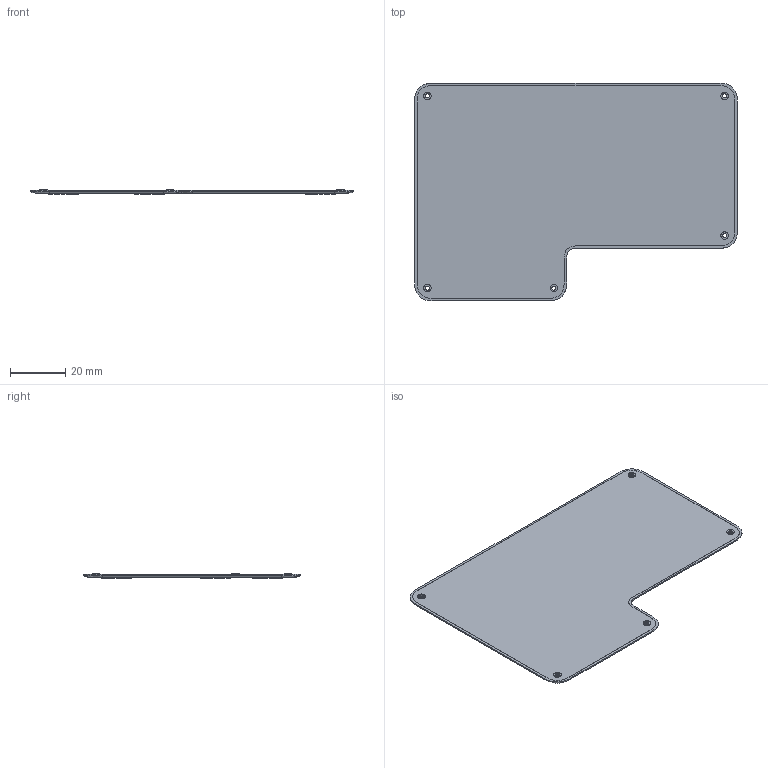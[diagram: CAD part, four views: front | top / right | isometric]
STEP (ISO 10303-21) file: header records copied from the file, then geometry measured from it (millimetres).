
FILE_DESCRIPTION(/* description */ (''),/* implementation_level */ '2;1');
FILE_NAME(/* name */ 'C_Right_bottom.step',/* time_stamp */ '2023-02-16T21:17:54+08:00',/* author */ (''),/* organization */ (''),/* preprocessor_version */ 'ST-DEVELOPER v19.2',/* originating_system */ 'Autodesk Translation Framework v11.17.0.187',/* authorisation */ '');
FILE_SCHEMA (('AUTOMOTIVE_DESIGN { 1 0 10303 214 3 1 1 }'));
Length unit declared in the file: millimetre
Products named in the file (1): Keyboard Export
Bounding box: 117.1 x 79 x 1.8 mm (x, y, z)
Volume: 7939.4 mm3; surface area: 16432.3 mm2
Topology: 1 solids, 1 shells, 84 faces, 181 edges, 115 vertices
Faces by surface type: plane 30, bspline 24, cylinder 20, cone 10
Full cylindrical faces by diameter (mm): 1.5 x5, 2.7 x10, 10.2 x5
Entity records: 3087 total; most frequent: CARTESIAN_POINT 1323, ORIENTED_EDGE 362, DIRECTION 310, EDGE_CURVE 181, AXIS2_PLACEMENT_3D 116, VERTEX_POINT 115, EDGE_LOOP 110, FACE_OUTER_BOUND 84
